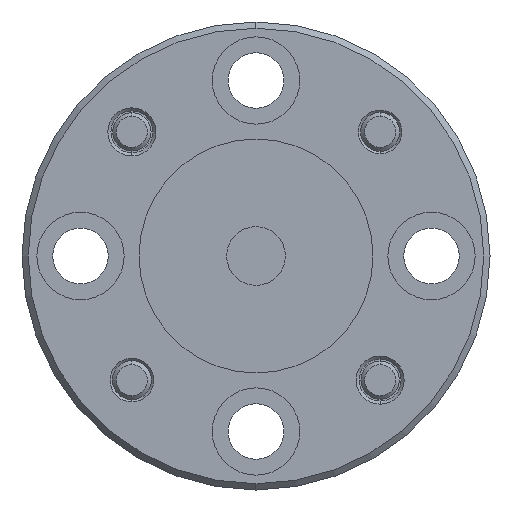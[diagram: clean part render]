
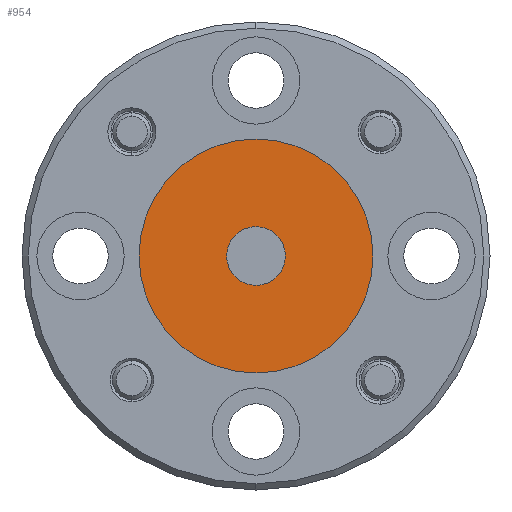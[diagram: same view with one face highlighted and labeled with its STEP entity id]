
A CAD part, left-side view. The second image highlights one B-rep face of the part: STEP entity #954.
In plain terms, the highlighted planar face has unit normal (-1, 0, 0).
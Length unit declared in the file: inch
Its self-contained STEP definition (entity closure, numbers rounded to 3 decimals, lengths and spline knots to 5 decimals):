
#95 = DIRECTION ( 'NONE',  ( 1., 0., 0. ) ) ;
#212 = CARTESIAN_POINT ( 'NONE',  ( -1., -0.047, 0.00649 ) ) ;
#264 = CARTESIAN_POINT ( 'NONE',  ( -1., -0.03323, -0.03323 ) ) ;
#317 = EDGE_LOOP ( 'NONE', ( #1228, #973 ) ) ;
#368 = CARTESIAN_POINT ( 'NONE',  ( -1., 0.04561, -0.01296 ) ) ;
#398 = DIRECTION ( 'NONE',  ( 1., 0., 0. ) ) ;
#426 = CARTESIAN_POINT ( 'NONE',  ( -1., 0.047, -0.00649 ) ) ;
#554 = CARTESIAN_POINT ( 'NONE',  ( -1., -0.03715, 0.02932 ) ) ;
#650 = CARTESIAN_POINT ( 'NONE',  ( -1., -0.02438, 0.04066 ) ) ;
#653 = VERTEX_POINT ( 'NONE', #2995 ) ;
#679 = CARTESIAN_POINT ( 'NONE',  ( -1., 0.04561, 0.01296 ) ) ;
#704 = CARTESIAN_POINT ( 'NONE',  ( -1., -0.02932, 0.03715 ) ) ;
#810 = ORIENTED_EDGE ( 'NONE', *, *, #956, .F. ) ;
#889 = CARTESIAN_POINT ( 'NONE',  ( -1., -0.04066, -0.02438 ) ) ;
#915 = CARTESIAN_POINT ( 'NONE',  ( -1., -0.04561, 0.01296 ) ) ;
#942 = CARTESIAN_POINT ( 'NONE',  ( -1., -0.03323, -0.03323 ) ) ;
#954 = ADVANCED_FACE ( 'NONE', ( #3894, #2597 ), #3770, .T. ) ;
#956 = EDGE_CURVE ( 'NONE', #1609, #653, #3598, .T. ) ;
#973 = ORIENTED_EDGE ( 'NONE', *, *, #2494, .F. ) ;
#1009 = CARTESIAN_POINT ( 'NONE',  ( -1., 0.03323, -0.03323 ) ) ;
#1015 = CARTESIAN_POINT ( 'NONE',  ( -1., 0.00649, 0.047 ) ) ;
#1043 = B_SPLINE_CURVE_WITH_KNOTS ( 'NONE', 3,
 ( #3944, #3615, #3597, #679, #2030, #426, #368, #2951, #1692, #1009 ),
 .UNSPECIFIED., .F., .F.,
 ( 4, 2, 2, 2, 4 ),
 ( 0., 0.25, 0.5, 0.75, 1. ),
 .UNSPECIFIED. ) ;
#1182 = DIRECTION ( 'NONE',  ( -1., 0., 0. ) ) ;
#1227 = CARTESIAN_POINT ( 'NONE',  ( -1., 0.02932, -0.03715 ) ) ;
#1228 = ORIENTED_EDGE ( 'NONE', *, *, #2574, .F. ) ;
#1238 = DIRECTION ( 'NONE',  ( 0., 0., 1. ) ) ;
#1266 = AXIS2_PLACEMENT_3D ( 'NONE', #1711, #95, #2985 ) ;
#1271 = CARTESIAN_POINT ( 'NONE',  ( -1., 0.03323, -0.03323 ) ) ;
#1375 = CARTESIAN_POINT ( 'NONE',  ( -1., 0.01296, 0.04561 ) ) ;
#1560 = CARTESIAN_POINT ( 'NONE',  ( -1., 0.00649, -0.047 ) ) ;
#1609 = VERTEX_POINT ( 'NONE', #942 ) ;
#1692 = CARTESIAN_POINT ( 'NONE',  ( -1., 0.03715, -0.02932 ) ) ;
#1711 = CARTESIAN_POINT ( 'NONE',  ( -1., 0., 0. ) ) ;
#1812 = ORIENTED_EDGE ( 'NONE', *, *, #2071, .F. ) ;
#1835 = CARTESIAN_POINT ( 'NONE',  ( -1., -0.03715, -0.02932 ) ) ;
#1848 = CARTESIAN_POINT ( 'NONE',  ( -1., 0.1875, 0. ) ) ;
#1919 = ORIENTED_EDGE ( 'NONE', *, *, #2808, .F. ) ;
#2030 = CARTESIAN_POINT ( 'NONE',  ( -1., 0.047, 0.00649 ) ) ;
#2071 = EDGE_CURVE ( 'NONE', #2932, #1609, #2999, .T. ) ;
#2203 = CARTESIAN_POINT ( 'NONE',  ( -1., -0.02932, -0.03715 ) ) ;
#2313 = CARTESIAN_POINT ( 'NONE',  ( -1., 0.02438, 0.04066 ) ) ;
#2320 = CARTESIAN_POINT ( 'NONE',  ( -1., 0., 0. ) ) ;
#2453 = CARTESIAN_POINT ( 'NONE',  ( -1., 0., 0.1875 ) ) ;
#2454 = VERTEX_POINT ( 'NONE', #3539 ) ;
#2494 = EDGE_CURVE ( 'NONE', #3689, #3000, #3065, .T. ) ;
#2512 = CARTESIAN_POINT ( 'NONE',  ( -1., -0.047, -0.00649 ) ) ;
#2513 = EDGE_CURVE ( 'NONE', #2454, #2932, #1043, .T. ) ;
#2538 = CARTESIAN_POINT ( 'NONE',  ( -1., 0., -0.1875 ) ) ;
#2574 = EDGE_CURVE ( 'NONE', #3000, #3689, #3892, .T. ) ;
#2597 = FACE_OUTER_BOUND ( 'NONE', #317, .T. ) ;
#2623 = EDGE_LOOP ( 'NONE', ( #1812, #3384, #1919, #810 ) ) ;
#2624 = CARTESIAN_POINT ( 'NONE',  ( -1., 0.02932, 0.03715 ) ) ;
#2639 = CARTESIAN_POINT ( 'NONE',  ( -1., -0.03323, 0.03323 ) ) ;
#2649 = AXIS2_PLACEMENT_3D ( 'NONE', #1848, #1182, #1238 ) ;
#2663 = DIRECTION ( 'NONE',  ( 0., 0., -1. ) ) ;
#2665 = B_SPLINE_CURVE_WITH_KNOTS ( 'NONE', 3,
 ( #2639, #704, #650, #2977, #3591, #1015, #1375, #2313, #2624, #3248 ),
 .UNSPECIFIED., .F., .F.,
 ( 4, 2, 2, 2, 4 ),
 ( 0., 0.25, 0.5, 0.75, 1. ),
 .UNSPECIFIED. ) ;
#2808 = EDGE_CURVE ( 'NONE', #653, #2454, #2665, .T. ) ;
#2831 = CARTESIAN_POINT ( 'NONE',  ( -1., -0.03323, 0.03323 ) ) ;
#2850 = CARTESIAN_POINT ( 'NONE',  ( -1., -0.04066, 0.02438 ) ) ;
#2862 = CARTESIAN_POINT ( 'NONE',  ( -1., -0.04561, -0.01296 ) ) ;
#2932 = VERTEX_POINT ( 'NONE', #1271 ) ;
#2951 = CARTESIAN_POINT ( 'NONE',  ( -1., 0.04066, -0.02438 ) ) ;
#2977 = CARTESIAN_POINT ( 'NONE',  ( -1., -0.01296, 0.04561 ) ) ;
#2985 = DIRECTION ( 'NONE',  ( 0., 0., -1. ) ) ;
#2995 = CARTESIAN_POINT ( 'NONE',  ( -1., -0.03323, 0.03323 ) ) ;
#2999 = B_SPLINE_CURVE_WITH_KNOTS ( 'NONE', 3,
 ( #3168, #1227, #3822, #3483, #1560, #4128, #4142, #3808, #2203, #264 ),
 .UNSPECIFIED., .F., .F.,
 ( 4, 2, 2, 2, 4 ),
 ( 0., 0.25, 0.5, 0.75, 1. ),
 .UNSPECIFIED. ) ;
#3000 = VERTEX_POINT ( 'NONE', #2538 ) ;
#3065 = CIRCLE ( 'NONE', #1266, 0.1875 ) ;
#3168 = CARTESIAN_POINT ( 'NONE',  ( -1., 0.03323, -0.03323 ) ) ;
#3248 = CARTESIAN_POINT ( 'NONE',  ( -1., 0.03323, 0.03323 ) ) ;
#3384 = ORIENTED_EDGE ( 'NONE', *, *, #2513, .F. ) ;
#3483 = CARTESIAN_POINT ( 'NONE',  ( -1., 0.01296, -0.04561 ) ) ;
#3539 = CARTESIAN_POINT ( 'NONE',  ( -1., 0.03323, 0.03323 ) ) ;
#3591 = CARTESIAN_POINT ( 'NONE',  ( -1., -0.00649, 0.047 ) ) ;
#3592 = AXIS2_PLACEMENT_3D ( 'NONE', #2320, #398, #2663 ) ;
#3597 = CARTESIAN_POINT ( 'NONE',  ( -1., 0.04066, 0.02438 ) ) ;
#3598 = B_SPLINE_CURVE_WITH_KNOTS ( 'NONE', 3,
 ( #4093, #1835, #889, #2862, #2512, #212, #915, #2850, #554, #2831 ),
 .UNSPECIFIED., .F., .F.,
 ( 4, 2, 2, 2, 4 ),
 ( 0., 0.25, 0.5, 0.75, 1. ),
 .UNSPECIFIED. ) ;
#3615 = CARTESIAN_POINT ( 'NONE',  ( -1., 0.03715, 0.02932 ) ) ;
#3689 = VERTEX_POINT ( 'NONE', #2453 ) ;
#3770 = PLANE ( 'NONE',  #2649 ) ;
#3808 = CARTESIAN_POINT ( 'NONE',  ( -1., -0.02438, -0.04066 ) ) ;
#3822 = CARTESIAN_POINT ( 'NONE',  ( -1., 0.02438, -0.04066 ) ) ;
#3892 = CIRCLE ( 'NONE', #3592, 0.1875 ) ;
#3894 = FACE_BOUND ( 'NONE', #2623, .T. ) ;
#3944 = CARTESIAN_POINT ( 'NONE',  ( -1., 0.03323, 0.03323 ) ) ;
#4093 = CARTESIAN_POINT ( 'NONE',  ( -1., -0.03323, -0.03323 ) ) ;
#4128 = CARTESIAN_POINT ( 'NONE',  ( -1., -0.00649, -0.047 ) ) ;
#4142 = CARTESIAN_POINT ( 'NONE',  ( -1., -0.01296, -0.04561 ) ) ;
